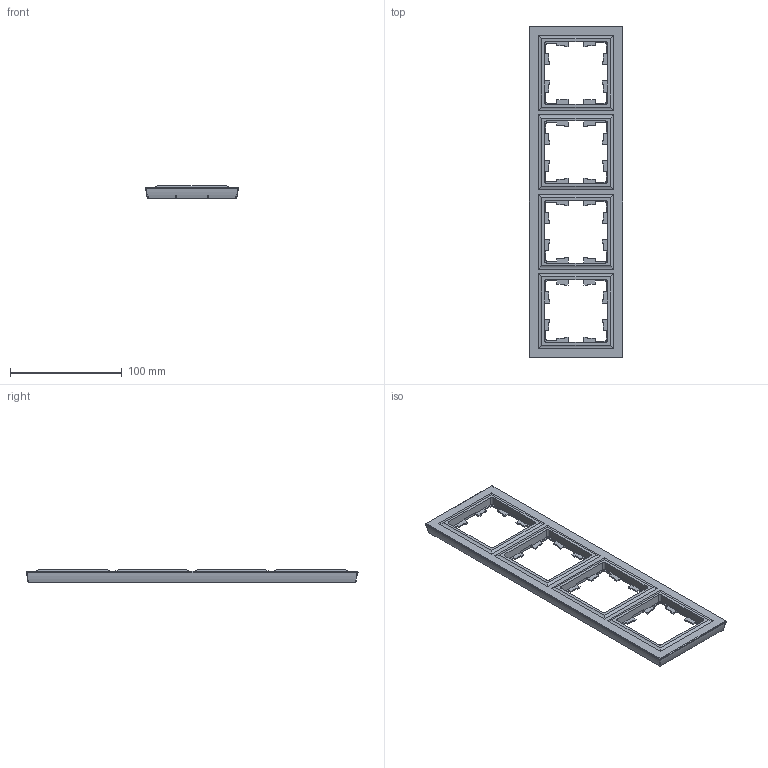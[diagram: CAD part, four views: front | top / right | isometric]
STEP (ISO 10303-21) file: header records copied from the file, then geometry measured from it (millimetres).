
FILE_DESCRIPTION (( 'STEP AP214' ), '1' );
FILE_NAME ('BRITE Ðàìêà 4-ìåñò. 297.STEP', '2025-06-05T08:05:34', ( '' ), ( '' ), 'SwSTEP 2.0', 'SolidWorks 2022', '' );
FILE_SCHEMA (( 'AUTOMOTIVE_DESIGN' ));
Length unit declared in the file: millimetre
Products named in the file (1): BRITE Рамка 4-мест.  297
Bounding box: 84.1 x 297.7 x 10.9 mm (x, y, z)
Volume: 109581.8 mm3; surface area: 75685.6 mm2
Topology: 1 solids, 1 shells, 508 faces, 1464 edges, 972 vertices
Faces by surface type: plane 412, cylinder 72, cone 16, bspline 8
Entity records: 16534 total; most frequent: CARTESIAN_POINT 3485, ORIENTED_EDGE 2928, DIRECTION 2374, EDGE_CURVE 1464, VECTOR 1308, LINE 1308, VERTEX_POINT 972, AXIS2_PLACEMENT_3D 533
